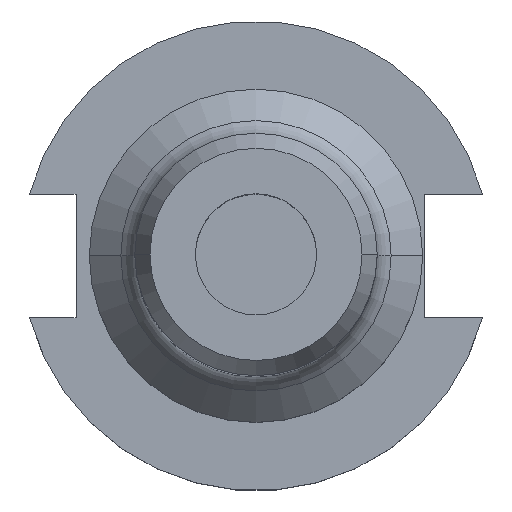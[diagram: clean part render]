
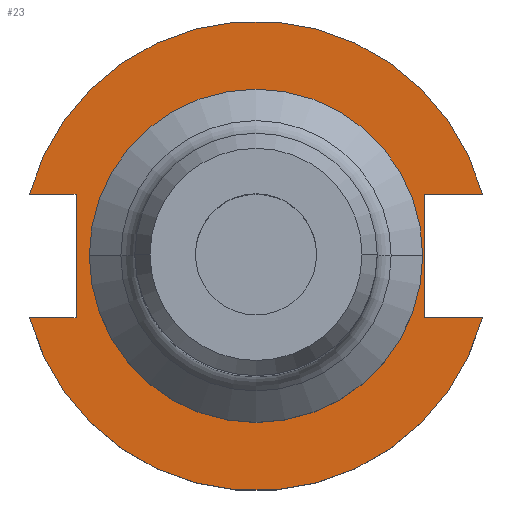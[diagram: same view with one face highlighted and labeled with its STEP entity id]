
A CAD part, top view. The second image highlights one B-rep face of the part: STEP entity #23.
In plain terms, the highlighted planar face has unit normal (0, 0, 1).
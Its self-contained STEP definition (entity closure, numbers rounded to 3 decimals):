
#21 = CARTESIAN_POINT ( 'NONE',  ( -37.719, -12.954, 19.05 ) ) ;
#23 = ADVANCED_FACE ( 'NONE', ( #617, #285 ), #832, .T. ) ;
#53 = VERTEX_POINT ( 'NONE', #327 ) ;
#94 = VERTEX_POINT ( 'NONE', #485 ) ;
#122 = LINE ( 'NONE', #769, #1501 ) ;
#152 = EDGE_CURVE ( 'NONE', #554, #1207, #122, .T. ) ;
#171 = AXIS2_PLACEMENT_3D ( 'NONE', #817, #1616, #690 ) ;
#172 = ORIENTED_EDGE ( 'NONE', *, *, #1218, .F. ) ;
#173 = CIRCLE ( 'NONE', #1179, 49.212 ) ;
#206 = CARTESIAN_POINT ( 'NONE',  ( 0., 49.212, 19.05 ) ) ;
#215 = EDGE_LOOP ( 'NONE', ( #1695, #1353 ) ) ;
#250 = VERTEX_POINT ( 'NONE', #1556 ) ;
#254 = EDGE_CURVE ( 'NONE', #522, #53, #1691, .T. ) ;
#260 = AXIS2_PLACEMENT_3D ( 'NONE', #1223, #575, #1108 ) ;
#285 = FACE_OUTER_BOUND ( 'NONE', #727, .T. ) ;
#303 = AXIS2_PLACEMENT_3D ( 'NONE', #206, #960, #1112 ) ;
#321 = DIRECTION ( 'NONE',  ( 1., 0., 0. ) ) ;
#327 = CARTESIAN_POINT ( 'NONE',  ( -47.477, 12.954, 19.05 ) ) ;
#375 = DIRECTION ( 'NONE',  ( 0., 0., 1. ) ) ;
#432 = DIRECTION ( 'NONE',  ( 0., 1., 0. ) ) ;
#485 = CARTESIAN_POINT ( 'NONE',  ( 34.925, 0., 19.05 ) ) ;
#504 = CARTESIAN_POINT ( 'NONE',  ( -47.477, -12.954, 19.05 ) ) ;
#522 = VERTEX_POINT ( 'NONE', #1288 ) ;
#545 = VECTOR ( 'NONE', #432, 1000. ) ;
#548 = VERTEX_POINT ( 'NONE', #504 ) ;
#554 = VERTEX_POINT ( 'NONE', #1014 ) ;
#575 = DIRECTION ( 'NONE',  ( 0., 0., 1. ) ) ;
#616 = CARTESIAN_POINT ( 'NONE',  ( 0., 0., 19.05 ) ) ;
#617 = FACE_BOUND ( 'NONE', #215, .T. ) ;
#661 = CARTESIAN_POINT ( 'NONE',  ( 35.306, 12.954, 19.05 ) ) ;
#690 = DIRECTION ( 'NONE',  ( 1., 0., 0. ) ) ;
#707 = VECTOR ( 'NONE', #838, 1000. ) ;
#727 = EDGE_LOOP ( 'NONE', ( #1264, #172, #1602, #999, #749, #1555, #1596, #1168 ) ) ;
#742 = DIRECTION ( 'NONE',  ( 1., 0., 0. ) ) ;
#749 = ORIENTED_EDGE ( 'NONE', *, *, #254, .T. ) ;
#753 = EDGE_CURVE ( 'NONE', #1574, #53, #1424, .T. ) ;
#769 = CARTESIAN_POINT ( 'NONE',  ( 35.306, 12.954, 19.05 ) ) ;
#784 = DIRECTION ( 'NONE',  ( -1., 0., 0. ) ) ;
#817 = CARTESIAN_POINT ( 'NONE',  ( 0., 0., 19.05 ) ) ;
#820 = CARTESIAN_POINT ( 'NONE',  ( -63.719, -12.954, 19.05 ) ) ;
#832 = PLANE ( 'NONE',  #303 ) ;
#838 = DIRECTION ( 'NONE',  ( -1., 0., 0. ) ) ;
#852 = CARTESIAN_POINT ( 'NONE',  ( -37.719, 12.954, 19.05 ) ) ;
#862 = EDGE_CURVE ( 'NONE', #548, #1190, #1640, .T. ) ;
#884 = LINE ( 'NONE', #1205, #545 ) ;
#943 = VECTOR ( 'NONE', #784, 1000. ) ;
#960 = DIRECTION ( 'NONE',  ( 0., 0., 1. ) ) ;
#971 = VECTOR ( 'NONE', #1098, 1000. ) ;
#999 = ORIENTED_EDGE ( 'NONE', *, *, #1184, .F. ) ;
#1003 = EDGE_CURVE ( 'NONE', #94, #250, #1690, .T. ) ;
#1014 = CARTESIAN_POINT ( 'NONE',  ( 35.306, 12.954, 19.05 ) ) ;
#1020 = EDGE_CURVE ( 'NONE', #250, #94, #1598, .T. ) ;
#1098 = DIRECTION ( 'NONE',  ( 1., 0., 0. ) ) ;
#1108 = DIRECTION ( 'NONE',  ( 1., 0., 0. ) ) ;
#1112 = DIRECTION ( 'NONE',  ( 1., 0., 0. ) ) ;
#1130 = CARTESIAN_POINT ( 'NONE',  ( 47.477, -12.954, 19.05 ) ) ;
#1150 = DIRECTION ( 'NONE',  ( 1., 0., 0. ) ) ;
#1168 = ORIENTED_EDGE ( 'NONE', *, *, #862, .F. ) ;
#1179 = AXIS2_PLACEMENT_3D ( 'NONE', #616, #1544, #742 ) ;
#1184 = EDGE_CURVE ( 'NONE', #522, #554, #1312, .T. ) ;
#1190 = VERTEX_POINT ( 'NONE', #21 ) ;
#1205 = CARTESIAN_POINT ( 'NONE',  ( -37.719, 12.954, 19.05 ) ) ;
#1207 = VERTEX_POINT ( 'NONE', #1492 ) ;
#1218 = EDGE_CURVE ( 'NONE', #1207, #1379, #1222, .T. ) ;
#1222 = LINE ( 'NONE', #1610, #1615 ) ;
#1223 = CARTESIAN_POINT ( 'NONE',  ( 0., 0., 19.05 ) ) ;
#1264 = ORIENTED_EDGE ( 'NONE', *, *, #1643, .T. ) ;
#1279 = CARTESIAN_POINT ( 'NONE',  ( 0., 0., 19.05 ) ) ;
#1288 = CARTESIAN_POINT ( 'NONE',  ( 47.477, 12.954, 19.05 ) ) ;
#1312 = LINE ( 'NONE', #661, #943 ) ;
#1350 = AXIS2_PLACEMENT_3D ( 'NONE', #1279, #375, #1150 ) ;
#1353 = ORIENTED_EDGE ( 'NONE', *, *, #1020, .F. ) ;
#1379 = VERTEX_POINT ( 'NONE', #1130 ) ;
#1380 = EDGE_CURVE ( 'NONE', #1190, #1574, #884, .T. ) ;
#1424 = LINE ( 'NONE', #1642, #707 ) ;
#1492 = CARTESIAN_POINT ( 'NONE',  ( 35.306, -12.954, 19.05 ) ) ;
#1501 = VECTOR ( 'NONE', #1553, 1000. ) ;
#1544 = DIRECTION ( 'NONE',  ( 0., 0., 1. ) ) ;
#1553 = DIRECTION ( 'NONE',  ( 0., -1., 0. ) ) ;
#1555 = ORIENTED_EDGE ( 'NONE', *, *, #753, .F. ) ;
#1556 = CARTESIAN_POINT ( 'NONE',  ( -34.925, 0., 19.05 ) ) ;
#1574 = VERTEX_POINT ( 'NONE', #852 ) ;
#1596 = ORIENTED_EDGE ( 'NONE', *, *, #1380, .F. ) ;
#1598 = CIRCLE ( 'NONE', #260, 34.925 ) ;
#1602 = ORIENTED_EDGE ( 'NONE', *, *, #152, .F. ) ;
#1610 = CARTESIAN_POINT ( 'NONE',  ( 35.306, -12.954, 19.05 ) ) ;
#1615 = VECTOR ( 'NONE', #321, 1000. ) ;
#1616 = DIRECTION ( 'NONE',  ( 0., 0., 1. ) ) ;
#1640 = LINE ( 'NONE', #820, #971 ) ;
#1642 = CARTESIAN_POINT ( 'NONE',  ( -63.719, 12.954, 19.05 ) ) ;
#1643 = EDGE_CURVE ( 'NONE', #548, #1379, #173, .T. ) ;
#1690 = CIRCLE ( 'NONE', #171, 34.925 ) ;
#1691 = CIRCLE ( 'NONE', #1350, 49.212 ) ;
#1695 = ORIENTED_EDGE ( 'NONE', *, *, #1003, .F. ) ;
